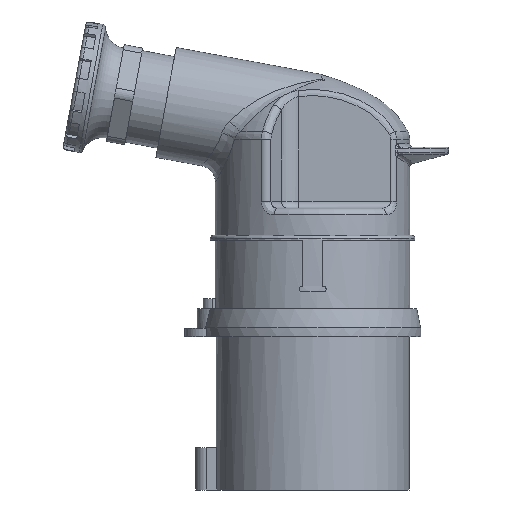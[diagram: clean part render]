
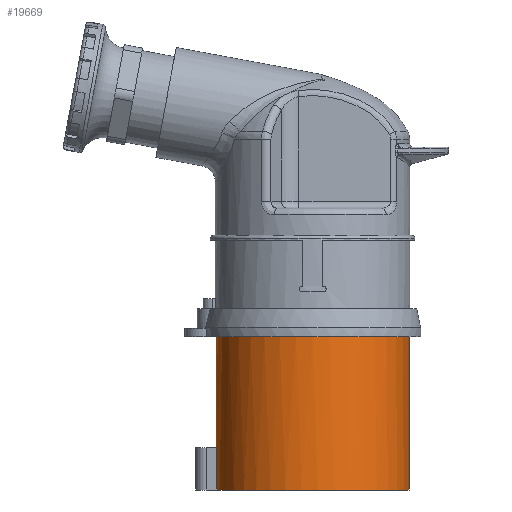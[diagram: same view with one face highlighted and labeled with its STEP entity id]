
A CAD part, left-side view. The second image highlights one B-rep face of the part: STEP entity #19669.
In plain terms, the highlighted cylindrical face has radius 28.5 mm (diameter 57 mm), a partial arc.
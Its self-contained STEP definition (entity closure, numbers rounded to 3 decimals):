
#14659=CARTESIAN_POINT('',(0.,0.,0.));
#14660=DIRECTION('',(0.,0.,-1.));
#14661=DIRECTION('',(0.,-1.,0.));
#14662=AXIS2_PLACEMENT_3D('',#14659,#14660,#14661);
#14691=CARTESIAN_POINT('',(0.,0.,12.5));
#14692=DIRECTION('',(0.,0.,1.));
#14693=DIRECTION('',(0.,1.,0.));
#14694=AXIS2_PLACEMENT_3D('',#14691,#14692,#14693);
#14696=DIRECTION('',(0.,0.,-1.));
#14697=VECTOR('',#14696,32.85);
#14698=CARTESIAN_POINT('',(0.,28.5,45.35));
#14699=LINE('',#14698,#14697);
#14700=CARTESIAN_POINT('',(0.,0.,45.35));
#14701=DIRECTION('',(0.,0.,-1.));
#14702=DIRECTION('',(0.,-1.,0.));
#14703=AXIS2_PLACEMENT_3D('',#14700,#14701,#14702);
#14705=DIRECTION('',(0.,0.,-1.));
#14706=VECTOR('',#14705,45.35);
#14707=CARTESIAN_POINT('',(0.,-28.5,45.35));
#14708=LINE('',#14707,#14706);
#14709=DIRECTION('',(0.,0.,1.));
#14710=VECTOR('',#14709,12.5);
#14711=CARTESIAN_POINT('',(-3.,28.342,0.));
#14712=LINE('',#14711,#14710);
#15090=CARTESIAN_POINT('',(0.,-28.5,45.35));
#15091=CARTESIAN_POINT('',(0.,-28.5,0.));
#15092=VERTEX_POINT('',#15090);
#15093=VERTEX_POINT('',#15091);
#15096=CARTESIAN_POINT('',(0.,28.5,45.35));
#15097=VERTEX_POINT('',#15096);
#15177=CARTESIAN_POINT('',(0.,28.5,12.5));
#15179=VERTEX_POINT('',#15177);
#15182=CARTESIAN_POINT('',(-3.,28.342,12.5));
#15183=VERTEX_POINT('',#15182);
#15184=CARTESIAN_POINT('',(-3.,28.342,0.));
#15185=VERTEX_POINT('',#15184);
#19655=CARTESIAN_POINT('',(0.,0.,0.));
#19656=DIRECTION('',(0.,0.,1.));
#19657=DIRECTION('',(0.,1.,0.));
#19658=AXIS2_PLACEMENT_3D('',#19655,#19656,#19657);
#19659=CYLINDRICAL_SURFACE('',#19658,28.5);
#19660=ORIENTED_EDGE('',*,*,#19644,.F.);
#19661=ORIENTED_EDGE('',*,*,#19633,.F.);
#19662=ORIENTED_EDGE('',*,*,#19530,.F.);
#19663=ORIENTED_EDGE('',*,*,#19630,.T.);
#19664=ORIENTED_EDGE('',*,*,#19611,.T.);
#19666=ORIENTED_EDGE('',*,*,#19665,.T.);
#19667=EDGE_LOOP('',(#19660,#19661,#19662,#19663,#19664,#19666));
#19668=FACE_OUTER_BOUND('',#19667,.F.);
#19669=ADVANCED_FACE('',(#19668),#19659,.T.);
#14663=CIRCLE('',#14662,28.5);
#14695=CIRCLE('',#14694,28.5);
#14704=CIRCLE('',#14703,28.5);
#19530=EDGE_CURVE('',#15092,#15097,#14704,.T.);
#19611=EDGE_CURVE('',#15093,#15185,#14663,.T.);
#19630=EDGE_CURVE('',#15092,#15093,#14708,.T.);
#19633=EDGE_CURVE('',#15097,#15179,#14699,.T.);
#19644=EDGE_CURVE('',#15179,#15183,#14695,.T.);
#19665=EDGE_CURVE('',#15185,#15183,#14712,.T.);
